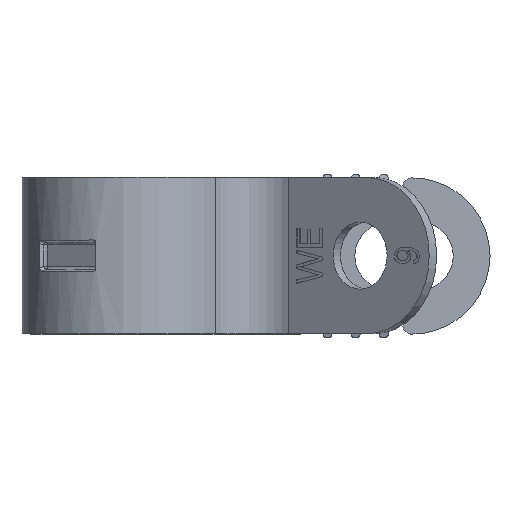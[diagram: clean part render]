
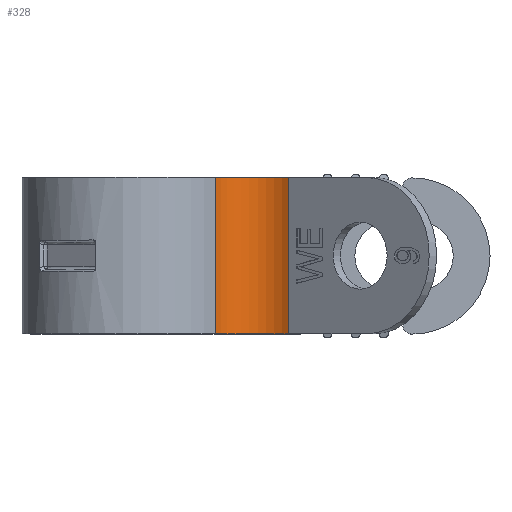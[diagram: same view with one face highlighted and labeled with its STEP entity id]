
A CAD part, top view. The second image highlights one B-rep face of the part: STEP entity #328.
In plain terms, the highlighted cylindrical face has radius 3.3 mm (diameter 6.6 mm), a partial arc.
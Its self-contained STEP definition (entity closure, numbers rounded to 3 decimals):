
#328 = ADVANCED_FACE( '', ( #810 ), #811, .F. );
#810 = FACE_OUTER_BOUND( '', #2993, .T. );
#811 = CYLINDRICAL_SURFACE( '', #2994, 3.3 );
#2993 = EDGE_LOOP( '', ( #8663, #8664, #8665, #8666 ) );
#2994 = AXIS2_PLACEMENT_3D( '', #8667, #8668, #8669 );
#8663 = ORIENTED_EDGE( '', *, *, #10394, .T. );
#8664 = ORIENTED_EDGE( '', *, *, #10395, .F. );
#8665 = ORIENTED_EDGE( '', *, *, #10396, .F. );
#8666 = ORIENTED_EDGE( '', *, *, #10397, .T. );
#8667 = CARTESIAN_POINT( '', ( 8.293, -5., 5.765 ) );
#8668 = DIRECTION( '', ( 0., -1., 0. ) );
#8669 = DIRECTION( '', ( 0., 0., 1. ) );
#10394 = EDGE_CURVE( '', #11327, #11328, #11329, .T. );
#10395 = EDGE_CURVE( '', #11330, #11328, #11331, .T. );
#10396 = EDGE_CURVE( '', #11332, #11330, #11333, .T. );
#10397 = EDGE_CURVE( '', #11332, #11327, #11334, .T. );
#11327 = VERTEX_POINT( '', #13012 );
#11328 = VERTEX_POINT( '', #13013 );
#11329 = CIRCLE( '', #13014, 3.3 );
#11330 = VERTEX_POINT( '', #13015 );
#11331 = LINE( '', #13016, #13017 );
#11332 = VERTEX_POINT( '', #13018 );
#11333 = CIRCLE( '', #13019, 3.3 );
#11334 = LINE( '', #13020, #13021 );
#13012 = CARTESIAN_POINT( '', ( 10.256, 5., 3.112 ) );
#13013 = CARTESIAN_POINT( '', ( 5.584, 5., 3.881 ) );
#13014 = AXIS2_PLACEMENT_3D( '', #14944, #14945, #14946 );
#13015 = CARTESIAN_POINT( '', ( 5.584, -5., 3.881 ) );
#13016 = CARTESIAN_POINT( '', ( 5.584, -5., 3.881 ) );
#13017 = VECTOR( '', #14947, 1000. );
#13018 = CARTESIAN_POINT( '', ( 10.256, -5., 3.112 ) );
#13019 = AXIS2_PLACEMENT_3D( '', #14948, #14949, #14950 );
#13020 = CARTESIAN_POINT( '', ( 10.256, -5., 3.112 ) );
#13021 = VECTOR( '', #14951, 1000. );
#14944 = CARTESIAN_POINT( '', ( 8.293, 5., 5.765 ) );
#14945 = DIRECTION( '', ( 0., 1., 0. ) );
#14946 = DIRECTION( '', ( 1., 0., 0. ) );
#14947 = DIRECTION( '', ( 0., 1., 0. ) );
#14948 = CARTESIAN_POINT( '', ( 8.293, -5., 5.765 ) );
#14949 = DIRECTION( '', ( 0., 1., 0. ) );
#14950 = DIRECTION( '', ( 1., 0., 0. ) );
#14951 = DIRECTION( '', ( 0., 1., 0. ) );
